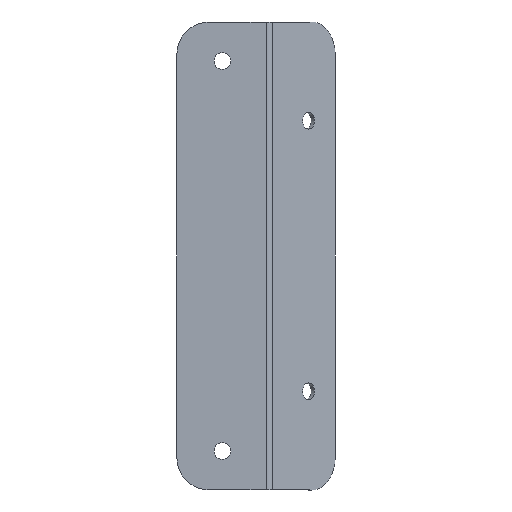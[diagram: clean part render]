
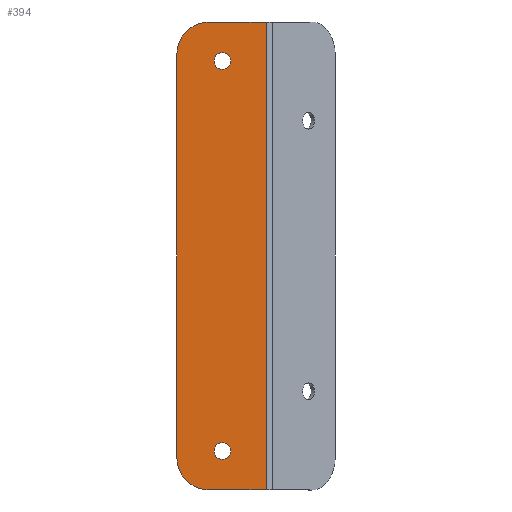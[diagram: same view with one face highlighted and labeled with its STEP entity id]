
A CAD part, front view. The second image highlights one B-rep face of the part: STEP entity #394.
In plain terms, the highlighted planar face has unit normal (0, -1, 0).
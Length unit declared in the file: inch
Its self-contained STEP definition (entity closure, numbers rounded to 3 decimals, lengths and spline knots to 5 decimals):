
#17=FACE_BOUND('',#65,.T.);
#18=FACE_BOUND('',#66,.T.);
#26=PLANE('',#445);
#40=FACE_OUTER_BOUND('',#64,.T.);
#64=EDGE_LOOP('',(#293,#294,#295,#296,#297,#298));
#65=EDGE_LOOP('',(#299));
#66=EDGE_LOOP('',(#300));
#97=LINE('',#646,#129);
#100=LINE('',#652,#132);
#101=LINE('',#654,#133);
#102=LINE('',#656,#134);
#129=VECTOR('',#517,0.3937);
#132=VECTOR('',#522,0.3937);
#133=VECTOR('',#523,0.3937);
#134=VECTOR('',#524,0.3937);
#159=CIRCLE('',#443,0.25);
#160=CIRCLE('',#446,0.25);
#161=CIRCLE('',#447,0.064);
#162=CIRCLE('',#448,0.064);
#190=VERTEX_POINT('',#639);
#191=VERTEX_POINT('',#641);
#192=VERTEX_POINT('',#645);
#194=VERTEX_POINT('',#651);
#195=VERTEX_POINT('',#653);
#196=VERTEX_POINT('',#655);
#197=VERTEX_POINT('',#658);
#198=VERTEX_POINT('',#660);
#228=EDGE_CURVE('',#190,#191,#159,.T.);
#230=EDGE_CURVE('',#191,#192,#97,.T.);
#233=EDGE_CURVE('',#194,#190,#100,.T.);
#234=EDGE_CURVE('',#194,#195,#101,.T.);
#235=EDGE_CURVE('',#196,#195,#102,.T.);
#236=EDGE_CURVE('',#192,#196,#160,.T.);
#237=EDGE_CURVE('',#197,#197,#161,.T.);
#238=EDGE_CURVE('',#198,#198,#162,.T.);
#293=ORIENTED_EDGE('',*,*,#228,.F.);
#294=ORIENTED_EDGE('',*,*,#233,.F.);
#295=ORIENTED_EDGE('',*,*,#234,.T.);
#296=ORIENTED_EDGE('',*,*,#235,.F.);
#297=ORIENTED_EDGE('',*,*,#236,.F.);
#298=ORIENTED_EDGE('',*,*,#230,.F.);
#299=ORIENTED_EDGE('',*,*,#237,.T.);
#300=ORIENTED_EDGE('',*,*,#238,.T.);
#394=ADVANCED_FACE('',(#40,#17,#18),#26,.F.);
#443=AXIS2_PLACEMENT_3D('',#642,#512,#513);
#445=AXIS2_PLACEMENT_3D('',#650,#520,#521);
#446=AXIS2_PLACEMENT_3D('',#657,#525,#526);
#447=AXIS2_PLACEMENT_3D('',#659,#527,#528);
#448=AXIS2_PLACEMENT_3D('',#661,#529,#530);
#512=DIRECTION('center_axis',(0.,1.,0.));
#513=DIRECTION('ref_axis',(-0.707,0.,-0.707));
#517=DIRECTION('',(0.,0.,1.));
#520=DIRECTION('center_axis',(0.,1.,0.));
#521=DIRECTION('ref_axis',(0.,0.,1.));
#522=DIRECTION('',(-1.,0.,0.));
#523=DIRECTION('',(0.,0.,1.));
#524=DIRECTION('',(1.,0.,0.));
#525=DIRECTION('center_axis',(0.,1.,0.));
#526=DIRECTION('ref_axis',(-0.707,0.,0.707));
#527=DIRECTION('center_axis',(0.,1.,0.));
#528=DIRECTION('ref_axis',(1.,0.,0.));
#529=DIRECTION('center_axis',(0.,1.,0.));
#530=DIRECTION('ref_axis',(1.,0.,0.));
#639=CARTESIAN_POINT('',(-0.1,0.,-1.8));
#641=CARTESIAN_POINT('',(-0.35,0.,-1.55));
#642=CARTESIAN_POINT('Origin',(-0.1,0.,-1.55));
#645=CARTESIAN_POINT('',(-0.35,0.,1.55));
#646=CARTESIAN_POINT('',(-0.35,0.,-1.8));
#650=CARTESIAN_POINT('Origin',(0.,0.,0.));
#651=CARTESIAN_POINT('',(0.33788,0.,-1.8));
#652=CARTESIAN_POINT('',(0.35,0.,-1.8));
#653=CARTESIAN_POINT('',(0.33788,0.,1.8));
#654=CARTESIAN_POINT('',(0.33788,0.,-0.9));
#655=CARTESIAN_POINT('',(-0.1,0.,1.8));
#656=CARTESIAN_POINT('',(-0.35,0.,1.8));
#657=CARTESIAN_POINT('Origin',(-0.1,0.,1.55));
#658=CARTESIAN_POINT('',(-0.064,0.,-1.5));
#659=CARTESIAN_POINT('Origin',(0.,0.,-1.5));
#660=CARTESIAN_POINT('',(-0.064,0.,1.5));
#661=CARTESIAN_POINT('Origin',(0.,0.,1.5));
